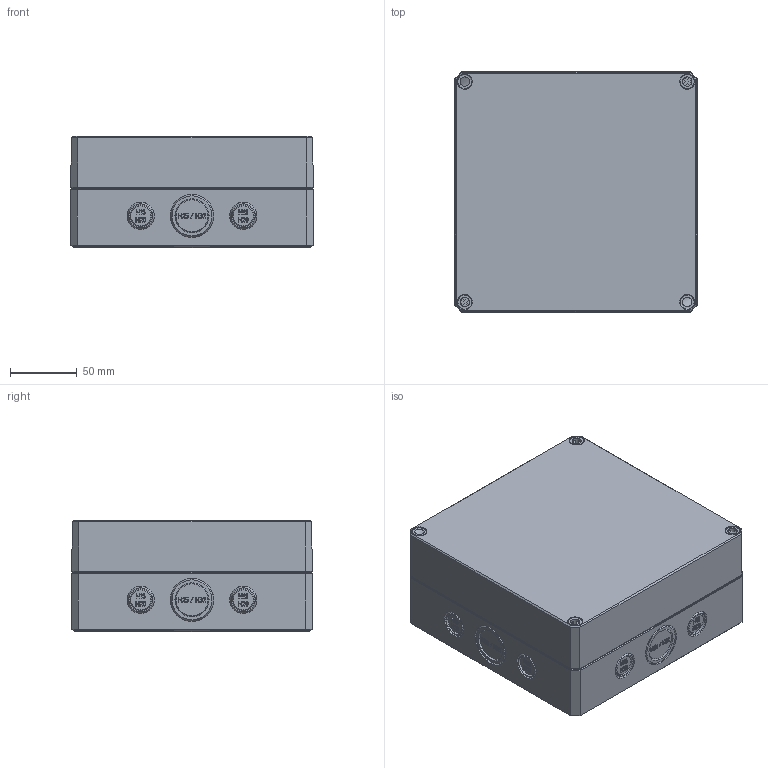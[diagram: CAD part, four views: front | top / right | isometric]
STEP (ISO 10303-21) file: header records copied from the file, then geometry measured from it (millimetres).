
FILE_DESCRIPTION(/* description */ (''),/* implementation_level */ '2;1');
FILE_NAME(/* name */ '0904108880 MBI 181808 MK.stp',/* time_stamp */ '2021-03-05T09:53:01+01:00',/* author */ ('alexander.rose'),/* organization */ (''),/* preprocessor_version */ 'ST-DEVELOPER v17.2',/* originating_system */ 'Autodesk Inventor 2019',/* authorisation */ '');
FILE_SCHEMA (('AUTOMOTIVE_DESIGN { 1 0 10303 214 3 1 1 }'));
Products named in the file (5): 0904108880 MBI 181808 MK; 0903108811-OT_181839 Klar; Schraube _ M10 x 58 _ MBTK -; Dichtung_1818xx; -UT_181845 - M
Assembly tree (7 placements, depth 2):
  0904108880 MBI 181808 MK
    0903108811-OT_181839 Klar
    Schraube _ M10 x 58 _ MBTK -  x4
    Dichtung_1818xx
    -UT_181845 - M
Bounding box: 182 x 180.5 x 83.8 mm (x, y, z)
Volume: 431737.9 mm3; surface area: 282991.9 mm2
Topology: 7 solids, 7 shells, 4031 faces, 10567 edges, 6856 vertices
Faces by surface type: plane 1742, bspline 1349, cylinder 382, torus 302, cone 240, sphere 16
Full cylindrical faces by diameter (mm): 4.5 x4, 5 x4, 5.8 x8, 6 x1, 7 x4, 8.376 x4, 10 x1, 10.5 x4
Entity records: 121930 total; most frequent: CARTESIAN_POINT 37120, ORIENTED_EDGE 19644, DIRECTION 13820, EDGE_CURVE 9822, VERTEX_POINT 6367, LINE 5270, VECTOR 5270, AXIS2_PLACEMENT_3D 4275
